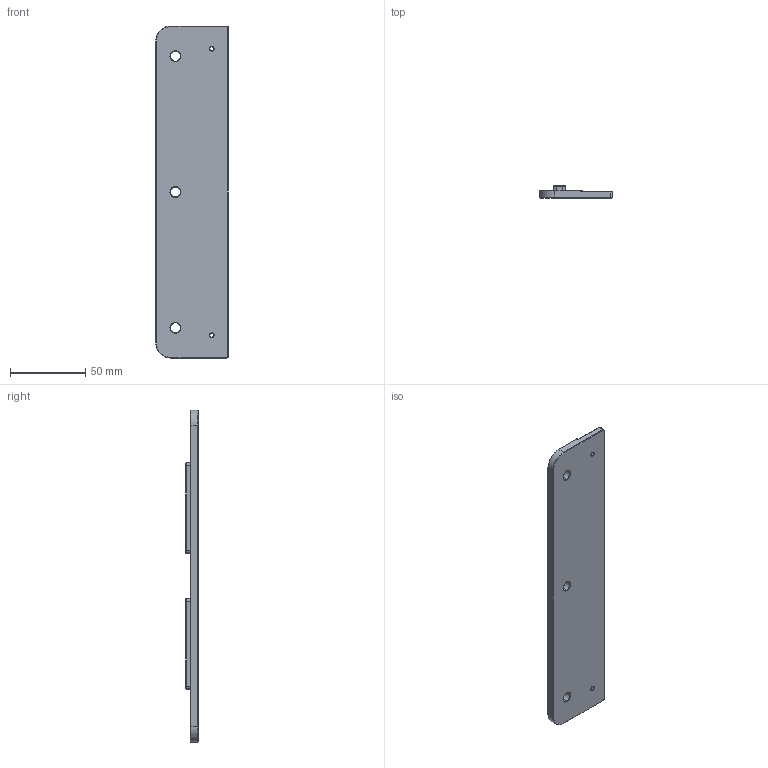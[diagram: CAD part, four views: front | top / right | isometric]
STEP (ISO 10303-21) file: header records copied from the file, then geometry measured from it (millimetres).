
FILE_DESCRIPTION (( 'STEP AP203' ), '1' );
FILE_NAME ('狟弇儂迖殤_Super 8 Pro.STEP', '2025-01-10T08:47:06', ( 'Leo' ), ( '' ), 'SwSTEP 2.0', 'SolidWorks 2022', '' );
FILE_SCHEMA (( 'CONFIG_CONTROL_DESIGN' ));
Length unit declared in the file: millimetre
Products named in the file (1): 下位机托架_Super 8 Pro
Bounding box: 48 x 8 x 220 mm (x, y, z)
Volume: 50434.5 mm3; surface area: 24338.5 mm2
Topology: 1 solids, 1 shells, 99 faces, 229 edges, 134 vertices
Faces by surface type: cone 38, plane 37, cylinder 24
Entity records: 2858 total; most frequent: DIRECTION 513, CARTESIAN_POINT 469, ORIENTED_EDGE 458, EDGE_CURVE 229, AXIS2_PLACEMENT_3D 186, LINE 141, VECTOR 141, VERTEX_POINT 134
